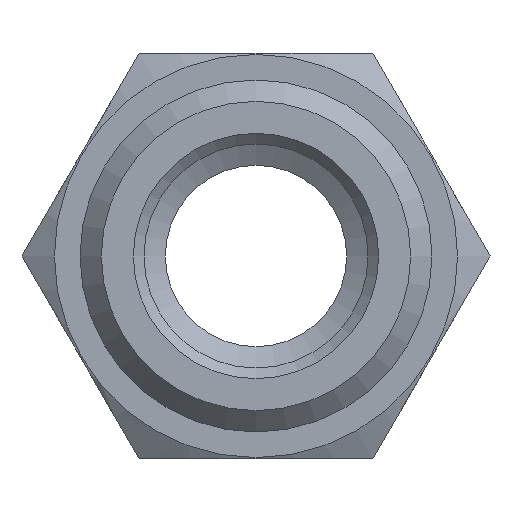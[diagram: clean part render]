
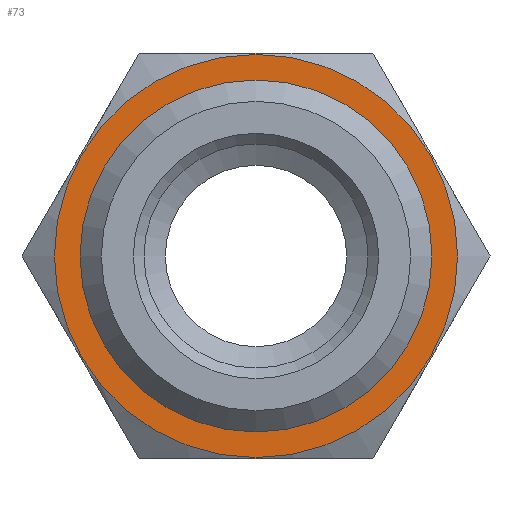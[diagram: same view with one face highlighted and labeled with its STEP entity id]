
A CAD part, front view. The second image highlights one B-rep face of the part: STEP entity #73.
In plain terms, the highlighted planar face has unit normal (0, -1, 0).
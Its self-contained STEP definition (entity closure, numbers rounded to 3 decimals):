
#73 = ADVANCED_FACE( 'NONE', ( #167, #168 ), #169, .T. );
#167 = FACE_OUTER_BOUND( '', #299, .T. );
#168 = FACE_BOUND( '', #300, .T. );
#169 = PLANE( '', #301 );
#299 = EDGE_LOOP( '', ( #565 ) );
#300 = EDGE_LOOP( '', ( #566 ) );
#301 = AXIS2_PLACEMENT_3D( '', #567, #568, #569 );
#565 = ORIENTED_EDGE( '', *, *, #723, .T. );
#566 = ORIENTED_EDGE( '', *, *, #795, .F. );
#567 = CARTESIAN_POINT( '', ( 8.25, 9., 0. ) );
#568 = DIRECTION( '', ( 0., -1., 0. ) );
#569 = DIRECTION( '', ( 0., 0., -1. ) );
#723 = EDGE_CURVE( 'NONE', #829, #829, #830, .T. );
#795 = EDGE_CURVE( 'NONE', #956, #956, #957, .T. );
#829 = VERTEX_POINT( '', #1115 );
#830 = CIRCLE( '', #1116, 9.45 );
#956 = VERTEX_POINT( '', #1451 );
#957 = CIRCLE( '', #1452, 8.25 );
#1115 = CARTESIAN_POINT( '', ( 0., 9., -9.45 ) );
#1116 = AXIS2_PLACEMENT_3D( '', #1499, #1500, #1501 );
#1451 = CARTESIAN_POINT( '', ( 0., 9., -8.25 ) );
#1452 = AXIS2_PLACEMENT_3D( '', #1613, #1614, #1615 );
#1499 = CARTESIAN_POINT( '', ( 0., 9., 0. ) );
#1500 = DIRECTION( '', ( 0., -1., 0. ) );
#1501 = DIRECTION( '', ( 0., 0., -1. ) );
#1613 = CARTESIAN_POINT( '', ( 0., 9., 0. ) );
#1614 = DIRECTION( '', ( 0., -1., 0. ) );
#1615 = DIRECTION( '', ( 0., 0., -1. ) );
